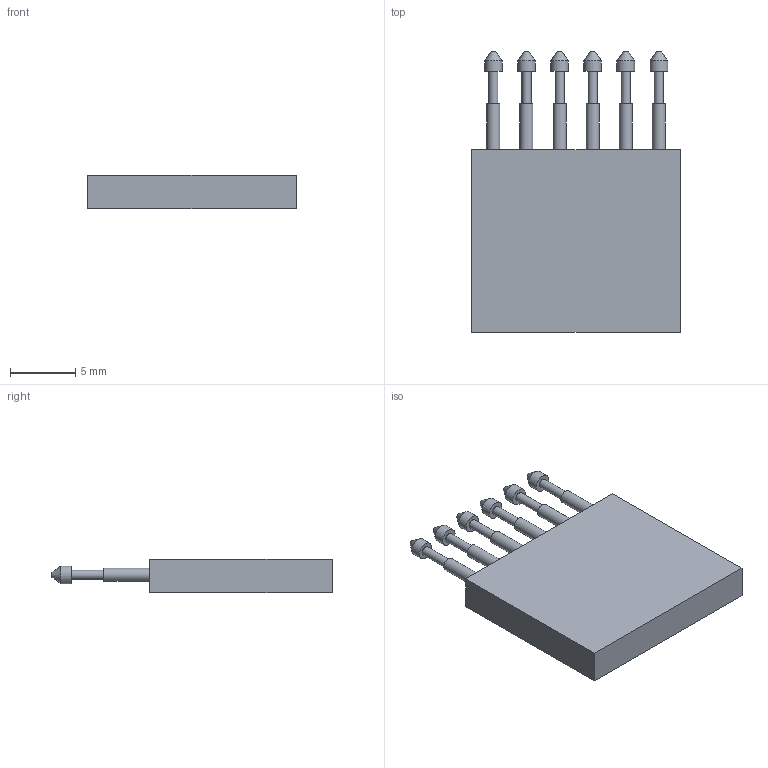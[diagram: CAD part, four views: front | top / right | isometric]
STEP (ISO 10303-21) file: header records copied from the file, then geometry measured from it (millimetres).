
FILE_DESCRIPTION(('FreeCAD Model'),'2;1');
FILE_NAME('Open CASCADE Shape Model','2024-05-11T14:40:17',('Author'),( ''),'Open CASCADE STEP processor 7.5','FreeCAD','Unknown');
FILE_SCHEMA(('AUTOMOTIVE_DESIGN { 1 0 10303 214 1 1 1 1 }'));
Length unit declared in the file: millimetre
Products named in the file (8): short; Cube001; Pogo Pin v1; Pogo Pin v002; Pogo Pin v003; Pogo Pin v004; Pogo Pin v005; Pogo Pin v006
Assembly tree (7 placements, depth 2):
  short
    Cube001
    Pogo Pin v1
    Pogo Pin v002
    Pogo Pin v003
    Pogo Pin v004
    Pogo Pin v005
    Pogo Pin v006
Bounding box: 16 x 21.51 x 2.6 mm (x, y, z)
Volume: 656.5 mm3; surface area: 979.2 mm2
Topology: 7 solids, 7 shells, 66 faces, 96 edges, 62 vertices
Faces by surface type: plane 36, cylinder 24, cone 6
Full cylindrical faces by diameter (mm): 0.2 x6, 0.7 x6, 1 x6, 1.35 x6
Entity records: 1854 total; most frequent: DIRECTION 298, CARTESIAN_POINT 232, ORIENTED_EDGE 192, AXIS2_PLACEMENT_3D 128, EDGE_CURVE 96, FACE_BOUND 84, EDGE_LOOP 84, ADVANCED_FACE 66
